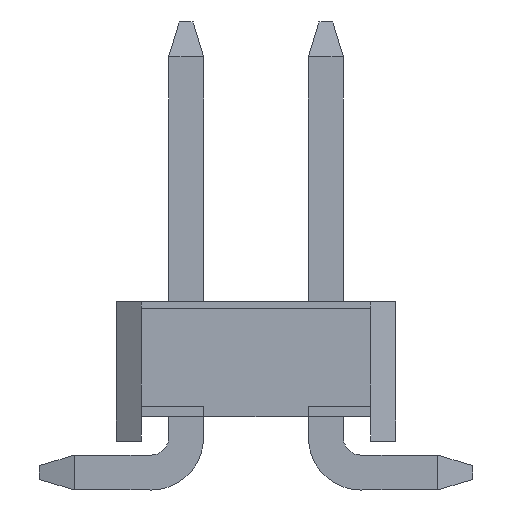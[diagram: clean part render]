
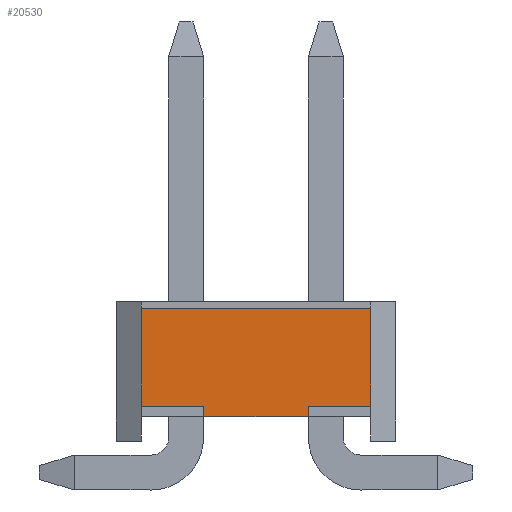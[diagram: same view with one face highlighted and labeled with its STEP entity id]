
A CAD part, front view. The second image highlights one B-rep face of the part: STEP entity #20530.
In plain terms, the highlighted face is planar.
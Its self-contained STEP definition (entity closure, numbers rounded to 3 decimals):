
#5604=ORIENTED_EDGE('',*,*,#8698,.T.);
#5605=ORIENTED_EDGE('',*,*,#7167,.F.);
#5606=ORIENTED_EDGE('',*,*,#7161,.T.);
#5607=ORIENTED_EDGE('',*,*,#8699,.T.);
#5608=ORIENTED_EDGE('',*,*,#7182,.T.);
#5609=ORIENTED_EDGE('',*,*,#7187,.T.);
#5610=ORIENTED_EDGE('',*,*,#8697,.T.);
#5611=ORIENTED_EDGE('',*,*,#7201,.F.);
#7161=EDGE_CURVE('',#9475,#9476,#11597,.T.);
#7167=EDGE_CURVE('',#9475,#9480,#11603,.T.);
#7182=EDGE_CURVE('',#9490,#9492,#11618,.T.);
#7187=EDGE_CURVE('',#9492,#9495,#11623,.T.);
#7201=EDGE_CURVE('',#9507,#9506,#11637,.T.);
#8697=EDGE_CURVE('',#9495,#9506,#13133,.T.);
#8698=EDGE_CURVE('',#9507,#9480,#13134,.T.);
#8699=EDGE_CURVE('',#9476,#9490,#13135,.T.);
#9475=VERTEX_POINT('',#30045);
#9476=VERTEX_POINT('',#30046);
#9480=VERTEX_POINT('',#30055);
#9490=VERTEX_POINT('',#30084);
#9492=VERTEX_POINT('',#30088);
#9495=VERTEX_POINT('',#30098);
#9506=VERTEX_POINT('',#30126);
#9507=VERTEX_POINT('',#30128);
#11597=LINE('',#30044,#14297);
#11603=LINE('',#30057,#14303);
#11618=LINE('',#30089,#14318);
#11623=LINE('',#30099,#14323);
#11637=LINE('',#30129,#14337);
#13133=LINE('',#33116,#15833);
#13134=LINE('',#33118,#15834);
#13135=LINE('',#33120,#15835);
#14297=VECTOR('',#24702,1000.);
#14303=VECTOR('',#24710,1000.);
#14318=VECTOR('',#24735,1000.);
#14323=VECTOR('',#24744,1000.);
#14337=VECTOR('',#24766,1000.);
#15833=VECTOR('',#27388,1000.);
#15834=VECTOR('',#27391,1000.);
#15835=VECTOR('',#27394,1000.);
#17024=EDGE_LOOP('',(#5604,#5605,#5606,#5607,#5608,#5609,#5610,#5611));
#18246=FACE_BOUND('',#17024,.T.);
#19372=PLANE('',#22120);
#20530=ADVANCED_FACE('',(#18246),#19372,.T.);
#22120=AXIS2_PLACEMENT_3D('',#33119,#27392,#27393);
#24702=DIRECTION('',(0.,0.,-1.));
#24710=DIRECTION('',(0.,1.,0.));
#24735=DIRECTION('',(0.,0.,1.));
#24744=DIRECTION('',(0.,-1.,0.));
#24766=DIRECTION('',(0.,-1.,0.));
#27388=DIRECTION('',(0.,0.,1.));
#27391=DIRECTION('',(0.,0.,-1.));
#27392=DIRECTION('',(-1.,0.,0.));
#27393=DIRECTION('',(0.,0.,1.));
#27394=DIRECTION('',(0.,-1.,0.));
#30044=CARTESIAN_POINT('',(-16.,0.75,-0.5));
#30045=CARTESIAN_POINT('',(-16.,0.75,-0.5));
#30046=CARTESIAN_POINT('',(-16.,0.75,-0.65));
#30055=CARTESIAN_POINT('',(-16.,1.64,-0.5));
#30057=CARTESIAN_POINT('',(-16.,0.75,-0.5));
#30084=CARTESIAN_POINT('',(-16.,-0.75,-0.65));
#30088=CARTESIAN_POINT('',(-16.,-0.75,-0.5));
#30089=CARTESIAN_POINT('',(-16.,-0.75,-0.65));
#30098=CARTESIAN_POINT('',(-16.,-1.64,-0.5));
#30099=CARTESIAN_POINT('',(-16.,-0.75,-0.5));
#30126=CARTESIAN_POINT('',(-16.,-1.64,0.9));
#30128=CARTESIAN_POINT('',(-16.,1.64,0.9));
#30129=CARTESIAN_POINT('',(-16.,1.64,0.9));
#33116=CARTESIAN_POINT('',(-16.,-1.64,0.));
#33118=CARTESIAN_POINT('',(-16.,1.64,0.));
#33119=CARTESIAN_POINT('',(-16.,0.,0.));
#33120=CARTESIAN_POINT('',(-16.,0.,-0.65));
